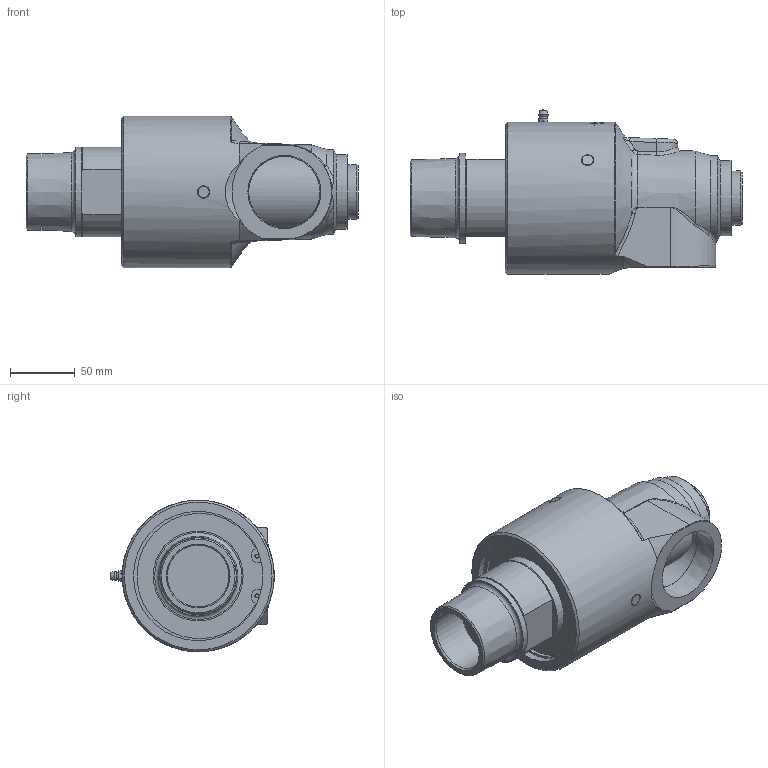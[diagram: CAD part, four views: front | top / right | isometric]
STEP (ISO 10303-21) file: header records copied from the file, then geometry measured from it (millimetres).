
FILE_DESCRIPTION(/* description */ (''),/* implementation_level */ '2;1');
FILE_NAME(/* name */ '655-515-116-IC.stp',/* time_stamp */ '2020-05-20T13:18:25-05:00',/* author */ ('dyurkovich'),/* organization */ (''),/* preprocessor_version */ 'ST-DEVELOPER v18',/* originating_system */ 'Autodesk Inventor 2020',/* authorisation */ '');
FILE_SCHEMA (('AUTOMOTIVE_DESIGN { 1 0 10303 214 3 1 1 }'));
Products named in the file (1): 655-515-116-IC
Bounding box: 256.82 x 127.03 x 117.5 mm (x, y, z)
Volume: 1535300.8 mm3; surface area: 107659.7 mm2
Topology: 1 solids, 3 shells, 453 faces, 1216 edges, 809 vertices
Faces by surface type: bspline 200, plane 139, cylinder 63, cone 42, torus 8, sphere 1
Full cylindrical faces by diameter (mm): 2.097 x1, 3.12 x2, 8.6 x2, 8.75 x3, 47.6 x1, 55.169 x1, 58 x1, 69.5 x2, 100.08 x1, 117.5 x1
Entity records: 54267 total; most frequent: CARTESIAN_POINT 43466, ORIENTED_EDGE 2432, DIRECTION 1744, EDGE_CURVE 1216, VERTEX_POINT 809, AXIS2_PLACEMENT_3D 665, EDGE_LOOP 495, FACE_OUTER_BOUND 453
